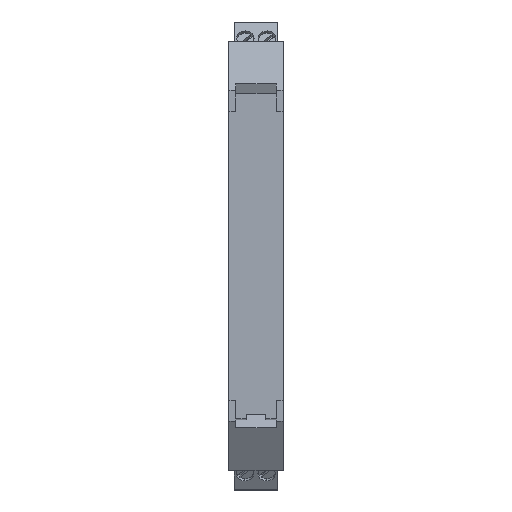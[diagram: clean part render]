
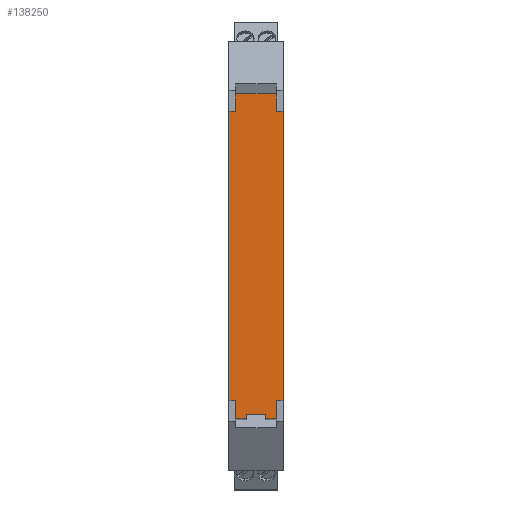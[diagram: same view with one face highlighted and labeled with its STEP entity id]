
A CAD part, top view. The second image highlights one B-rep face of the part: STEP entity #138250.
In plain terms, the highlighted planar face has unit normal (0, 0, 1).
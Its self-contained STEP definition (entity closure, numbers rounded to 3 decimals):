
#54400=CARTESIAN_POINT('',(12.6,16.18,
113.7));
#54410=VERTEX_POINT('',#54400);
#54810=CARTESIAN_POINT('',(12.6,82.826,
113.7));
#54820=VERTEX_POINT('',#54810);
#133670=CARTESIAN_POINT('',(11.,11.813,
113.7));
#133680=VERTEX_POINT('',#133670);
#136380=CARTESIAN_POINT('',(0.,49.5,
113.7));
#136390=DIRECTION('',(0.,1.,0.));
#136400=VECTOR('',#136390,1.);
#136410=LINE('',#136380,#136400);
#136420=CARTESIAN_POINT('',(0.,16.18,
113.7));
#136430=VERTEX_POINT('',#136420);
#136440=CARTESIAN_POINT('',(0.,82.826,
113.7));
#136450=VERTEX_POINT('',#136440);
#136460=EDGE_CURVE('',#136430,#136450,#136410,.T.);
#137090=CARTESIAN_POINT('',(12.6,11.3,
113.7));
#137100=DIRECTION('',(0.,0.,-1.));
#137110=DIRECTION('',(0.,-1.,0.));
#137120=AXIS2_PLACEMENT_3D('',#137090,#137100,#137110);
#137130=PLANE('',#137120);
#137140=CARTESIAN_POINT('',(8.55,49.5,
113.7));
#137150=DIRECTION('',(0.,-1.,0.));
#137160=VECTOR('',#137150,1.);
#137170=LINE('',#137140,#137160);
#137180=CARTESIAN_POINT('',(8.55,12.858,
113.7));
#137190=VERTEX_POINT('',#137180);
#137200=CARTESIAN_POINT('',(8.55,11.813,
113.7));
#137210=VERTEX_POINT('',#137200);
#137220=EDGE_CURVE('',#137190,#137210,#137170,.T.);
#137230=ORIENTED_EDGE('',*,*,#137220,.T.);
#137240=CARTESIAN_POINT('',(8.8,12.858,
113.7));
#137250=DIRECTION('',(-1.,0.,0.));
#137260=VECTOR('',#137250,1.);
#137270=LINE('',#137240,#137260);
#137280=CARTESIAN_POINT('',(4.05,12.858,
113.7));
#137290=VERTEX_POINT('',#137280);
#137300=EDGE_CURVE('',#137190,#137290,#137270,.T.);
#137310=ORIENTED_EDGE('',*,*,#137300,.F.);
#137320=CARTESIAN_POINT('',(4.05,49.5,
113.7));
#137330=DIRECTION('',(0.,1.,0.));
#137340=VECTOR('',#137330,1.);
#137350=LINE('',#137320,#137340);
#137360=CARTESIAN_POINT('',(4.05,11.813,
113.7));
#137370=VERTEX_POINT('',#137360);
#137380=EDGE_CURVE('',#137370,#137290,#137350,.T.);
#137390=ORIENTED_EDGE('',*,*,#137380,.T.);
#137400=CARTESIAN_POINT('',(8.8,11.813,
113.7));
#137410=DIRECTION('',(1.,0.,0.));
#137420=VECTOR('',#137410,1.);
#137430=LINE('',#137400,#137420);
#137440=CARTESIAN_POINT('',(1.6,11.813,
113.7));
#137450=VERTEX_POINT('',#137440);
#137460=EDGE_CURVE('',#137450,#137370,#137430,.T.);
#137470=ORIENTED_EDGE('',*,*,#137460,.T.);
#137480=CARTESIAN_POINT('',(1.6,49.5,
113.7));
#137490=DIRECTION('',(0.,-1.,0.));
#137500=VECTOR('',#137490,1.);
#137510=LINE('',#137480,#137500);
#137520=CARTESIAN_POINT('',(1.6,16.18,
113.7));
#137530=VERTEX_POINT('',#137520);
#137540=EDGE_CURVE('',#137530,#137450,#137510,.T.);
#137550=ORIENTED_EDGE('',*,*,#137540,.T.);
#137560=CARTESIAN_POINT('',(8.8,16.18,
113.7));
#137570=DIRECTION('',(1.,0.,0.));
#137580=VECTOR('',#137570,1.);
#137590=LINE('',#137560,#137580);
#137600=EDGE_CURVE('',#136430,#137530,#137590,.T.);
#137610=ORIENTED_EDGE('',*,*,#137600,.T.);
#137620=ORIENTED_EDGE('',*,*,#136460,.F.);
#137630=CARTESIAN_POINT('',(8.8,82.826,
113.7));
#137640=DIRECTION('',(-1.,0.,0.));
#137650=VECTOR('',#137640,1.);
#137660=LINE('',#137630,#137650);
#137670=CARTESIAN_POINT('',(1.6,82.826,
113.7));
#137680=VERTEX_POINT('',#137670);
#137690=EDGE_CURVE('',#137680,#136450,#137660,.T.);
#137700=ORIENTED_EDGE('',*,*,#137690,.T.);
#137710=CARTESIAN_POINT('',(1.6,49.5,
113.7));
#137720=DIRECTION('',(0.,-1.,0.));
#137730=VECTOR('',#137720,1.);
#137740=LINE('',#137710,#137730);
#137750=CARTESIAN_POINT('',(1.6,86.887,
113.7));
#137760=VERTEX_POINT('',#137750);
#137770=EDGE_CURVE('',#137760,#137680,#137740,.T.);
#137780=ORIENTED_EDGE('',*,*,#137770,.T.);
#137790=CARTESIAN_POINT('',(8.8,86.887,
113.7));
#137800=DIRECTION('',(-1.,0.,0.));
#137810=VECTOR('',#137800,1.);
#137820=LINE('',#137790,#137810);
#137830=CARTESIAN_POINT('',(11.,86.887,
113.7));
#137840=VERTEX_POINT('',#137830);
#137850=EDGE_CURVE('',#137840,#137760,#137820,.T.);
#137860=ORIENTED_EDGE('',*,*,#137850,.T.);
#137870=CARTESIAN_POINT('',(11.,49.5,
113.7));
#137880=DIRECTION('',(0.,1.,0.));
#137890=VECTOR('',#137880,1.);
#137900=LINE('',#137870,#137890);
#137910=CARTESIAN_POINT('',(11.,82.826,
113.7));
#137920=VERTEX_POINT('',#137910);
#137930=EDGE_CURVE('',#137920,#137840,#137900,.T.);
#137940=ORIENTED_EDGE('',*,*,#137930,.T.);
#137950=CARTESIAN_POINT('',(8.8,82.826,
113.7));
#137960=DIRECTION('',(-1.,0.,0.));
#137970=VECTOR('',#137960,1.);
#137980=LINE('',#137950,#137970);
#137990=EDGE_CURVE('',#54820,#137920,#137980,.T.);
#138000=ORIENTED_EDGE('',*,*,#137990,.T.);
#138010=CARTESIAN_POINT('',(12.6,49.5,
113.7));
#138020=DIRECTION('',(0.,-1.,0.));
#138030=VECTOR('',#138020,1.);
#138040=LINE('',#138010,#138030);
#138050=EDGE_CURVE('',#54820,#54410,#138040,.T.);
#138060=ORIENTED_EDGE('',*,*,#138050,.F.);
#138070=CARTESIAN_POINT('',(8.8,16.18,
113.7));
#138080=DIRECTION('',(1.,0.,0.));
#138090=VECTOR('',#138080,1.);
#138100=LINE('',#138070,#138090);
#138110=CARTESIAN_POINT('',(11.,16.18,
113.7));
#138120=VERTEX_POINT('',#138110);
#138130=EDGE_CURVE('',#138120,#54410,#138100,.T.);
#138140=ORIENTED_EDGE('',*,*,#138130,.T.);
#138150=CARTESIAN_POINT('',(11.,49.5,
113.7));
#138160=DIRECTION('',(0.,1.,0.));
#138170=VECTOR('',#138160,1.);
#138180=LINE('',#138150,#138170);
#138190=EDGE_CURVE('',#133680,#138120,#138180,.T.);
#138200=ORIENTED_EDGE('',*,*,#138190,.T.);
#138210=EDGE_CURVE('',#137210,#133680,#137430,.T.);
#138220=ORIENTED_EDGE('',*,*,#138210,.T.);
#138230=EDGE_LOOP('',(#138220,#138200,#138140,#138060,#138000,#137940,
#137860,#137780,#137700,#137620,#137610,#137550,#137470,#137390,#137310,
#137230));
#138240=FACE_OUTER_BOUND('',#138230,.T.);
#138250=ADVANCED_FACE('',(#138240),#137130,.F.);
